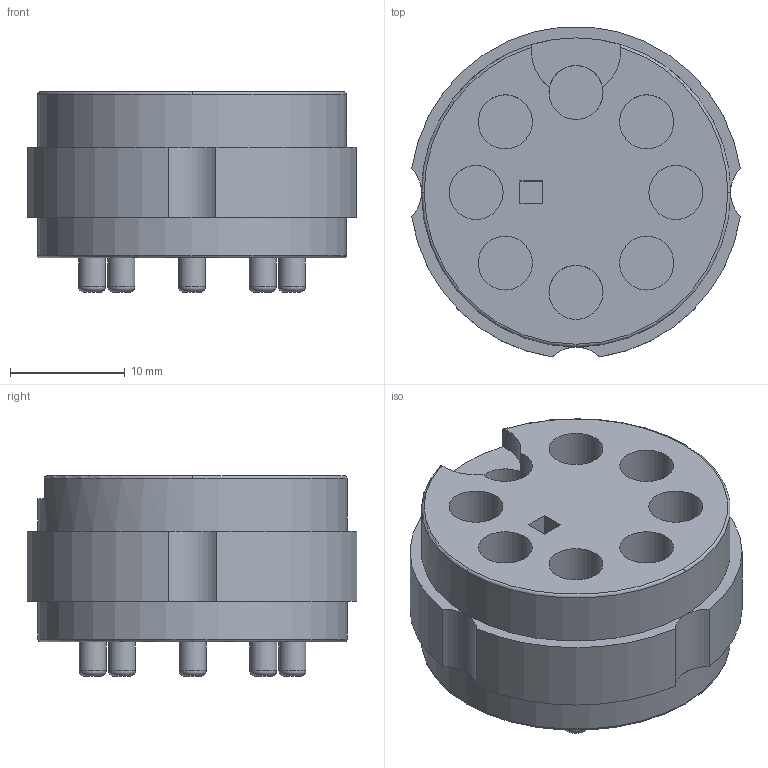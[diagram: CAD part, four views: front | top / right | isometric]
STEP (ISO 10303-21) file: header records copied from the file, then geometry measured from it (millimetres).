
FILE_DESCRIPTION(/* description */ ('model of Valve_Socket_Octal-K8A-D17.45mm_Pin'),/* implementation_level */ '2;1');
FILE_NAME(/* name */ 'Valve_Socket_Octal-K8A-D17.45mm_Pin.step',/* time_stamp */ '2018-11-25T10:55:44',/* author */ ('kicad StepUp','ksu'),/* organization */ ('FreeCAD'),/* preprocessor_version */ 'OCC',/* originating_system */ 'kicad StepUp',/* authorisation */ '');
FILE_SCHEMA(('AUTOMOTIVE_DESIGN { 1 0 10303 214 1 1 1 1 }'));
Length unit declared in the file: millimetre
Products named in the file (1): Valve_Socket_Octal_K8A_D1745mm_Pin
Bounding box: 28.7 x 28.8 x 17.5 mm (x, y, z)
Volume: 7822 mm3; surface area: 3593.1 mm2
Topology: 1 solids, 1 shells, 71 faces, 143 edges, 90 vertices
Faces by surface type: plane 30, cylinder 26, torus 15
Full cylindrical faces by diameter (mm): 2.36 x8, 4.72 x8, 27 x2
Entity records: 2416 total; most frequent: DIRECTION 384, CARTESIAN_POINT 329, ORIENTED_EDGE 286, AXIS2_PLACEMENT_3D 173, EDGE_CURVE 143, CIRCLE 101, VERTEX_POINT 90, FACE_BOUND 87
